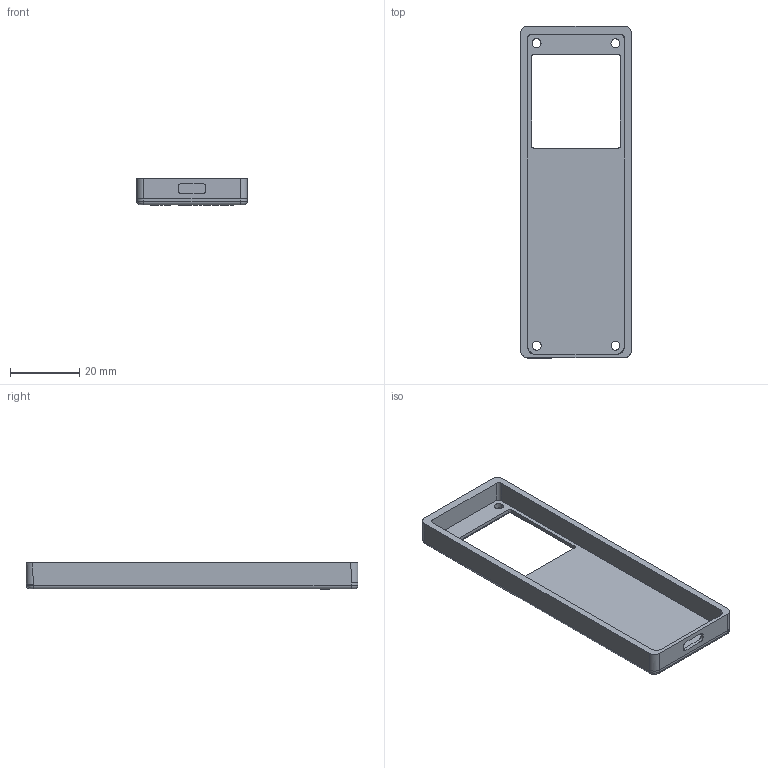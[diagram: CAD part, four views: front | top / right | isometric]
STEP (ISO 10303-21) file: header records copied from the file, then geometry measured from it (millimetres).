
FILE_DESCRIPTION (( 'STEP AP214' ), '1' );
FILE_NAME ('frontprotect.STEP', '2020-08-18T19:58:28', ( '' ), ( '' ), 'SwSTEP 2.0', 'SolidWorks 2019', '' );
FILE_SCHEMA (( 'AUTOMOTIVE_DESIGN' ));
Length unit declared in the file: millimetre
Products named in the file (1): frontprotect
Bounding box: 31.94 x 96.15 x 7.65 mm (x, y, z)
Volume: 6335.1 mm3; surface area: 8144.2 mm2
Topology: 1 solids, 1 shells, 247 faces, 654 edges, 428 vertices
Faces by surface type: plane 143, bspline 56, cylinder 40, torus 8
Entity records: 12130 total; most frequent: CARTESIAN_POINT 4626, ORIENTED_EDGE 1308, DIRECTION 976, EDGE_CURVE 654, VECTOR 460, LINE 460, VERTEX_POINT 428, EDGE_LOOP 278
